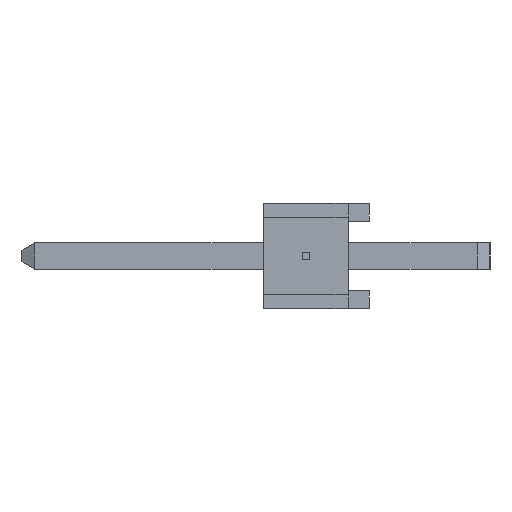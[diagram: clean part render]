
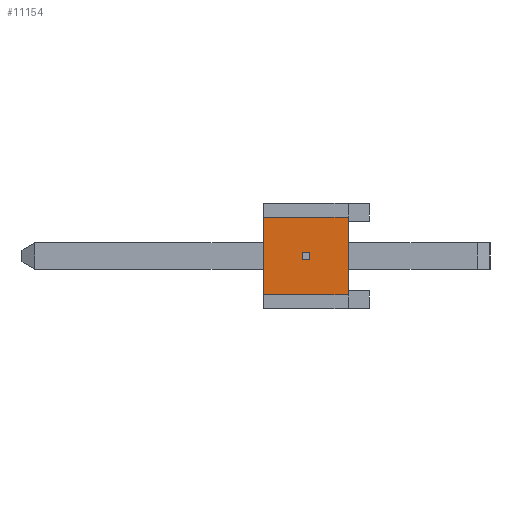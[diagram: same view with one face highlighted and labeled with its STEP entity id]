
A CAD part, left-side view. The second image highlights one B-rep face of the part: STEP entity #11154.
In plain terms, the highlighted planar face has unit normal (-1, 0, 0).
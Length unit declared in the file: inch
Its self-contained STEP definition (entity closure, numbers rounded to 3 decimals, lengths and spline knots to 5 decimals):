
#2287=ORIENTED_EDGE('',*,*,#4573,.F.);
#2288=ORIENTED_EDGE('',*,*,#4574,.F.);
#2289=ORIENTED_EDGE('',*,*,#4575,.F.);
#2290=ORIENTED_EDGE('',*,*,#4576,.F.);
#2291=ORIENTED_EDGE('',*,*,#4577,.F.);
#2292=ORIENTED_EDGE('',*,*,#4578,.F.);
#2293=ORIENTED_EDGE('',*,*,#4579,.F.);
#2294=ORIENTED_EDGE('',*,*,#4580,.F.);
#4573=EDGE_CURVE('',#5653,#5654,#7103,.T.);
#4574=EDGE_CURVE('',#5655,#5653,#7104,.T.);
#4575=EDGE_CURVE('',#5656,#5655,#7105,.T.);
#4576=EDGE_CURVE('',#5654,#5656,#7106,.T.);
#4577=EDGE_CURVE('',#5657,#5658,#7107,.T.);
#4578=EDGE_CURVE('',#5659,#5657,#7108,.T.);
#4579=EDGE_CURVE('',#5660,#5659,#7109,.T.);
#4580=EDGE_CURVE('',#5658,#5660,#7110,.T.);
#5653=VERTEX_POINT('',#17568);
#5654=VERTEX_POINT('',#17569);
#5655=VERTEX_POINT('',#17571);
#5656=VERTEX_POINT('',#17573);
#5657=VERTEX_POINT('',#17576);
#5658=VERTEX_POINT('',#17577);
#5659=VERTEX_POINT('',#17579);
#5660=VERTEX_POINT('',#17581);
#7103=LINE('',#17567,#8657);
#7104=LINE('',#17570,#8658);
#7105=LINE('',#17572,#8659);
#7106=LINE('',#17574,#8660);
#7107=LINE('',#17575,#8661);
#7108=LINE('',#17578,#8662);
#7109=LINE('',#17580,#8663);
#7110=LINE('',#17582,#8664);
#8657=VECTOR('',#14294,39.37008);
#8658=VECTOR('',#14295,39.37008);
#8659=VECTOR('',#14296,39.37008);
#8660=VECTOR('',#14297,39.37008);
#8661=VECTOR('',#14298,39.37008);
#8662=VECTOR('',#14299,39.37008);
#8663=VECTOR('',#14300,39.37008);
#8664=VECTOR('',#14301,39.37008);
#9259=EDGE_LOOP('',(#2287,#2288,#2289,#2290));
#9260=EDGE_LOOP('',(#2291,#2292,#2293,#2294));
#9915=FACE_BOUND('',#9259,.T.);
#9916=FACE_BOUND('',#9260,.T.);
#10547=PLANE('',#11788);
#11154=ADVANCED_FACE('',(#9915,#9916),#10547,.F.);
#11788=AXIS2_PLACEMENT_3D('',#17566,#14292,#14293);
#14292=DIRECTION('',(1.,0.,0.));
#14293=DIRECTION('',(0.,0.,-1.));
#14294=DIRECTION('',(0.,0.,-1.));
#14295=DIRECTION('',(0.,1.,0.));
#14296=DIRECTION('',(0.,0.,1.));
#14297=DIRECTION('',(0.,-1.,0.));
#14298=DIRECTION('',(0.,0.,-1.));
#14299=DIRECTION('',(0.,-1.,0.));
#14300=DIRECTION('',(0.,0.,1.));
#14301=DIRECTION('',(0.,1.,0.));
#17566=CARTESIAN_POINT('',(-0.592,0.,0.));
#17567=CARTESIAN_POINT('',(-0.592,0.06353,0.));
#17568=CARTESIAN_POINT('',(-0.592,0.06353,0.00339));
#17569=CARTESIAN_POINT('',(-0.592,0.06353,-0.00339));
#17570=CARTESIAN_POINT('',(-0.592,0.,0.00339));
#17571=CARTESIAN_POINT('',(-0.592,0.05647,0.00339));
#17572=CARTESIAN_POINT('',(-0.592,0.05647,0.));
#17573=CARTESIAN_POINT('',(-0.592,0.05647,-0.00339));
#17574=CARTESIAN_POINT('',(-0.592,0.,-0.00339));
#17575=CARTESIAN_POINT('',(-0.592,0.02,0.));
#17576=CARTESIAN_POINT('',(-0.592,0.02,0.037));
#17577=CARTESIAN_POINT('',(-0.592,0.02,-0.037));
#17578=CARTESIAN_POINT('',(-0.592,0.1,0.037));
#17579=CARTESIAN_POINT('',(-0.592,0.1,0.037));
#17580=CARTESIAN_POINT('',(-0.592,0.1,-0.037));
#17581=CARTESIAN_POINT('',(-0.592,0.1,-0.037));
#17582=CARTESIAN_POINT('',(-0.592,0.,-0.037));
